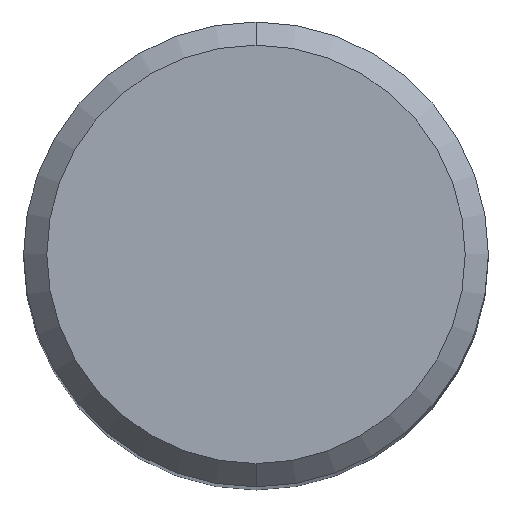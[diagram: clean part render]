
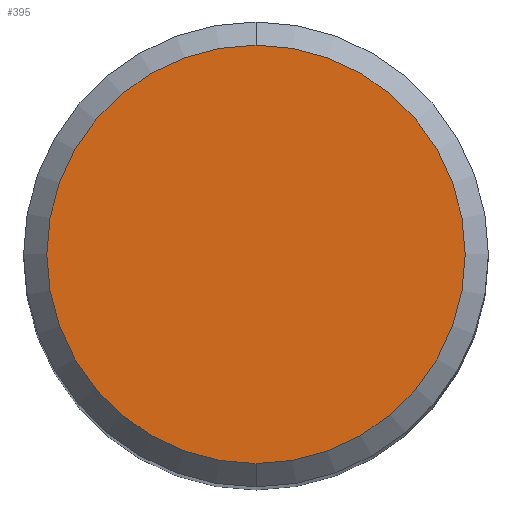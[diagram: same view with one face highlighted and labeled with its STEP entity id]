
A CAD part, top view. The second image highlights one B-rep face of the part: STEP entity #395.
In plain terms, the highlighted planar face has unit normal (0, 0, 1).
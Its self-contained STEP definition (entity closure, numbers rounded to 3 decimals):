
#171=EDGE_CURVE('',#411,#213,#462,.T.);
#213=VERTEX_POINT('',#509);
#333=EDGE_CURVE('',#213,#411,#638,.T.);
#395=ADVANCED_FACE('',(#707),#708,.T.);
#411=VERTEX_POINT('',#727);
#462=CIRCLE('',#774,4.5);
#509=CARTESIAN_POINT('',(0.,-4.5,0.0));
#638=CIRCLE('',#1154,4.5);
#707=FACE_OUTER_BOUND('',#1326,.T.);
#708=PLANE('',#1327);
#727=CARTESIAN_POINT('',(0.0,4.5,0.0));
#774=AXIS2_PLACEMENT_3D('',#1413,#1414,#1415);
#1154=AXIS2_PLACEMENT_3D('',#1598,#1599,#1600);
#1326=EDGE_LOOP('',(#1679,#1680));
#1327=AXIS2_PLACEMENT_3D('',#1681,#1682,#1683);
#1413=CARTESIAN_POINT('',(0.0,0.0,0.0));
#1414=DIRECTION('',(0.0,0.0,-1.0));
#1415=DIRECTION('',(0.0,1.0,0.0));
#1598=CARTESIAN_POINT('',(0.0,0.0,0.0));
#1599=DIRECTION('',(0.0,0.0,-1.0));
#1600=DIRECTION('',(0.0,1.0,0.0));
#1679=ORIENTED_EDGE('',*,*,#171,.F.);
#1680=ORIENTED_EDGE('',*,*,#333,.F.);
#1681=CARTESIAN_POINT('',(0.0,2.25,0.0));
#1682=DIRECTION('',(-0.0,0.0,1.0));
#1683=DIRECTION('',(0.0,-1.0,0.0));
